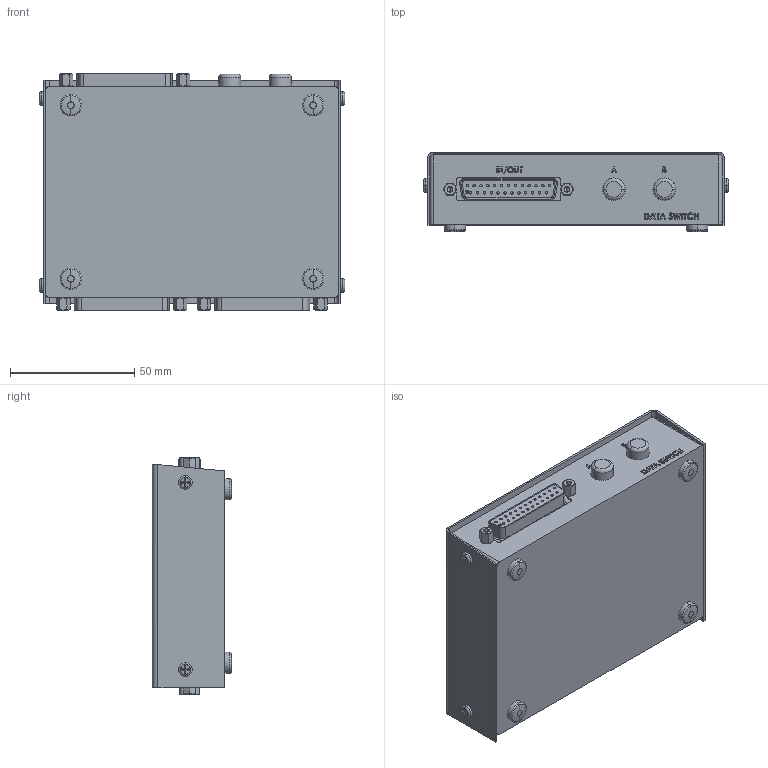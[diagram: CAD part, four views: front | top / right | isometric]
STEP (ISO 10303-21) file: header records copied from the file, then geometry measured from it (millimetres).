
FILE_DESCRIPTION (( 'STEP AP203' ), '1' );
FILE_NAME ('D8-4853.STEP', '2013-04-30T19:56:41', ( 'x' ), ( '' ), 'SwSTEP 2.0', 'SolidWorks 2012', '' );
FILE_SCHEMA (( 'CONFIG_CONTROL_DESIGN' ));
Length unit declared in the file: inch
Products named in the file (8): D8-4853; SD25S_Supplier Connector; D8-4853-MA3; D8-4808-MA3; 3AA05-004_.200 HEX HEIGHT; 3AA01-003_3AA01-003-375; D8-4853-MA1; D8-4853-MA2_new design 2011
Assembly tree (21 placements, depth 2):
  D8-4853
    D8-4853-MA2_new design 2011
    D8-4853-MA1
    3AA01-003_3AA01-003-375  x4
    3AA05-004_.200 HEX HEIGHT  x6
    D8-4808-MA3  x4
    D8-4853-MA3  x2
    SD25S_Supplier Connector  x3
Bounding box: 122.94 x 32 x 95.35 mm (x, y, z)
Volume: 34006.4 mm3; surface area: 76744.1 mm2
Topology: 21 solids, 21 shells, 1331 faces, 3080 edges, 1925 vertices
Faces by surface type: plane 563, cylinder 395, cone 196, bspline 102, torus 51, sphere 24
Entity records: 24371 total; most frequent: CARTESIAN_POINT 8085, ORIENTED_EDGE 3160, DIRECTION 2961, EDGE_CURVE 1580, VECTOR 1025, LINE 1025, VERTEX_POINT 1024, AXIS2_PLACEMENT_3D 968
